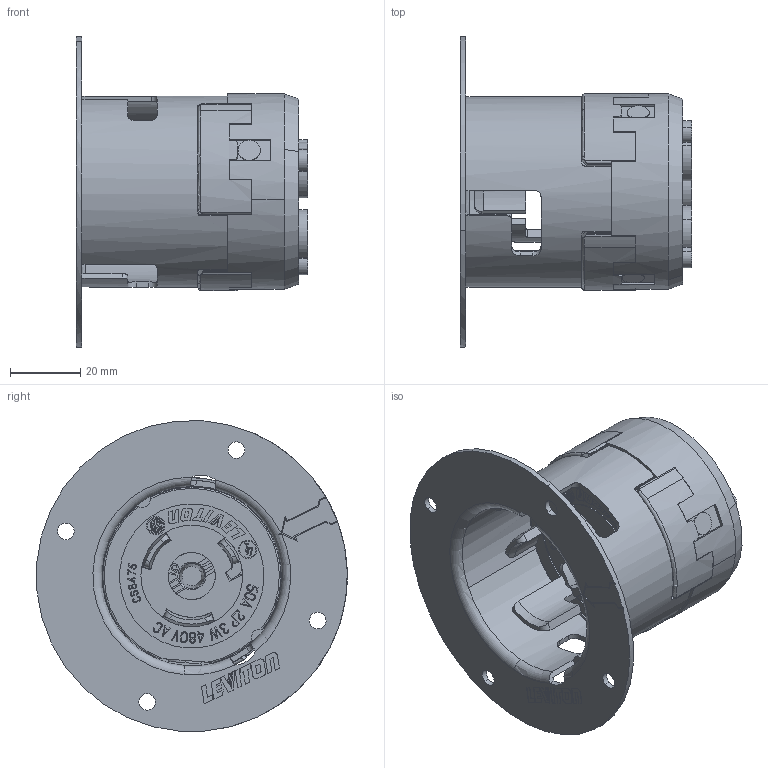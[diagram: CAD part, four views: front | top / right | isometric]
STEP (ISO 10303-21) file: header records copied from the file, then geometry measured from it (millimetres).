
FILE_DESCRIPTION (( 'STEP AP214' ), '1' );
FILE_NAME ('CATSTD-0CS84-075-M01.STEP', '2022-07-21T18:45:35', ( '' ), ( '' ), 'SwSTEP 2.0', 'SolidWorks 2020', '' );
FILE_SCHEMA (( 'AUTOMOTIVE_DESIGN' ));
Length unit declared in the file: inch
Products named in the file (1): CATSTD-0CS84-075-M01
Bounding box: 66 x 88.75 x 88.63 mm (x, y, z)
Volume: 95368.6 mm3; surface area: 34434.9 mm2
Topology: 1 solids, 1 shells, 922 faces, 2538 edges, 1677 vertices
Faces by surface type: plane 614, cylinder 283, cone 14, torus 11
Full cylindrical faces by diameter (mm): 54.585 x1
Entity records: 41940 total; most frequent: CARTESIAN_POINT 6359, ORIENTED_EDGE 5072, DIRECTION 4901, EDGE_CURVE 2536, LINE 1735, VECTOR 1735, VERTEX_POINT 1676, AXIS2_PLACEMENT_3D 1583
